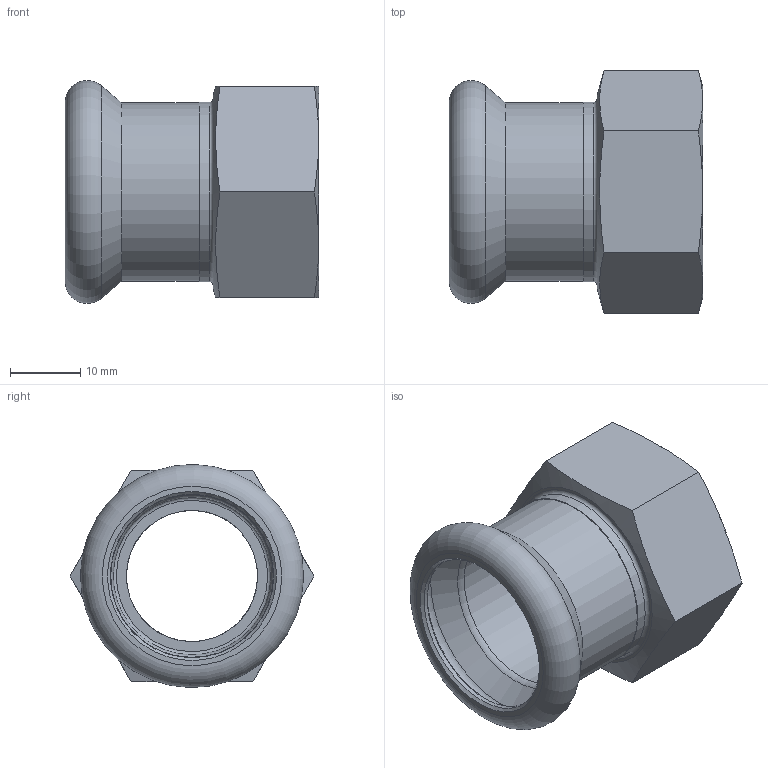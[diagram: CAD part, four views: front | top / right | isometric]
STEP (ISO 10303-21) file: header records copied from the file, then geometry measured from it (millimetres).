
FILE_DESCRIPTION(/* description */ (''),/* implementation_level */ '2;1');
FILE_NAME(/* name */ '41805.stp',/* time_stamp */ '2023-09-08T11:05:22+02:00',/* author */ ('JANAN'),/* organization */ (''),/* preprocessor_version */ 'ST-DEVELOPER v19.2',/* originating_system */ 'Autodesk Inventor 2023',/* authorisation */ '');
FILE_SCHEMA (('AUTOMOTIVE_DESIGN { 1 0 10303 214 3 1 1 }'));
Length unit declared in the file: millimetre
Products named in the file (1): tmpEA6F.tmp
Bounding box: 36 x 34.64 x 31.69 mm (x, y, z)
Volume: 10200 mm3; surface area: 7085.7 mm2
Topology: 1 solids, 1 shells, 38 faces, 83 edges, 53 vertices
Faces by surface type: plane 14, cone 12, cylinder 7, torus 5
Full cylindrical faces by diameter (mm): 18.631 x1, 18.65 x1, 22.4 x1, 22.5 x1, 23.2 x1, 25.3 x1, 25.5 x1
Entity records: 1164 total; most frequent: CARTESIAN_POINT 255, DIRECTION 181, ORIENTED_EDGE 166, EDGE_CURVE 83, AXIS2_PLACEMENT_3D 78, VERTEX_POINT 53, EDGE_LOOP 46, CIRCLE 39
